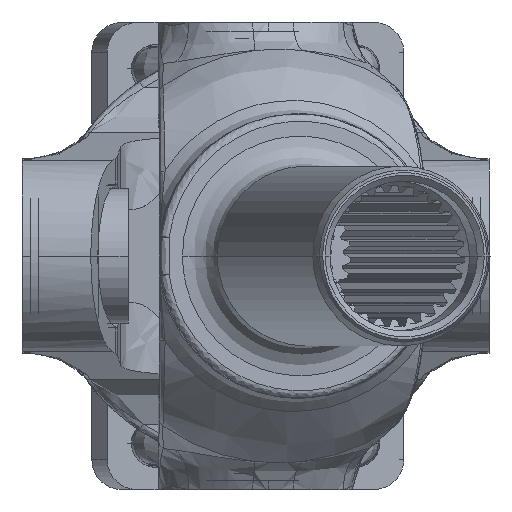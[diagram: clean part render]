
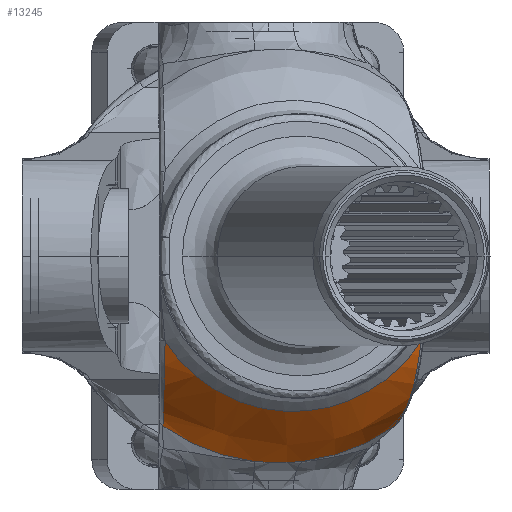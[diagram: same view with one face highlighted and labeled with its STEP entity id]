
A CAD part, left-side view. The second image highlights one B-rep face of the part: STEP entity #13245.
In plain terms, the highlighted free-form (B-spline) face has degree [2, 2] with [3, 3] control points.
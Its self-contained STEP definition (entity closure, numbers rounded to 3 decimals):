
#11548 = EDGE_CURVE('',#11549,#11551,#11553,.T.);
#11549 = VERTEX_POINT('',#11550);
#11550 = CARTESIAN_POINT('',(-1053.669,0.178,
    -57.122));
#11551 = VERTEX_POINT('',#11552);
#11552 = CARTESIAN_POINT('',(-1058.378,25.739,
    -47.29));
#11553 = ( BOUNDED_CURVE() B_SPLINE_CURVE(2,(#11554,#11555,#11556),
.UNSPECIFIED.,.F.,.F.) B_SPLINE_CURVE_WITH_KNOTS((3,3),(1.688,
2.176),.PIECEWISE_BEZIER_KNOTS.) CURVE() 
GEOMETRIC_REPRESENTATION_ITEM() RATIONAL_B_SPLINE_CURVE((1.,
0.97,1.)) REPRESENTATION_ITEM('') );
#11554 = CARTESIAN_POINT('',(-1053.669,0.178,
    -57.122));
#11555 = CARTESIAN_POINT('',(-1056.245,14.162,
    -55.441));
#11556 = CARTESIAN_POINT('',(-1058.378,25.739,
    -47.29));
#11997 = VERTEX_POINT('',#11998);
#11998 = CARTESIAN_POINT('',(-1046.513,-38.666,
    -47.29));
#12005 = EDGE_CURVE('',#11997,#12006,#12008,.T.);
#12006 = VERTEX_POINT('',#12007);
#12007 = CARTESIAN_POINT('',(-1051.222,-13.105,
    -57.122));
#12008 = ( BOUNDED_CURVE() B_SPLINE_CURVE(2,(#12009,#12010,#12011),
.UNSPECIFIED.,.F.,.F.) B_SPLINE_CURVE_WITH_KNOTS((3,3),(0.965,
1.453),.PIECEWISE_BEZIER_KNOTS.) CURVE() 
GEOMETRIC_REPRESENTATION_ITEM() RATIONAL_B_SPLINE_CURVE((1.,
0.97,1.)) REPRESENTATION_ITEM('') );
#12009 = CARTESIAN_POINT('',(-1046.513,-38.666,
    -47.29));
#12010 = CARTESIAN_POINT('',(-1048.646,-27.089,
    -55.441));
#12011 = CARTESIAN_POINT('',(-1051.222,-13.105,
    -57.122));
#12043 = VERTEX_POINT('',#12044);
#12044 = CARTESIAN_POINT('',(-1067.43,-45.998,
    -23.682));
#12061 = EDGE_CURVE('',#12062,#12043,#12064,.T.);
#12062 = VERTEX_POINT('',#12063);
#12063 = CARTESIAN_POINT('',(-1080.535,25.135,
    -23.682));
#12064 = ( BOUNDED_CURVE() B_SPLINE_CURVE(2,(#12065,#12066,#12067),
.UNSPECIFIED.,.F.,.F.) B_SPLINE_CURVE_WITH_KNOTS((3,3),(3.721,
5.703),.PIECEWISE_BEZIER_KNOTS.) CURVE() 
GEOMETRIC_REPRESENTATION_ITEM() RATIONAL_B_SPLINE_CURVE((1.,
0.548,1.)) REPRESENTATION_ITEM('') );
#12065 = CARTESIAN_POINT('',(-1080.535,25.135,
    -23.682));
#12066 = CARTESIAN_POINT('',(-1073.982,-10.431,
    -78.91));
#12067 = CARTESIAN_POINT('',(-1067.43,-45.998,
    -23.682));
#13245 = ADVANCED_FACE('',(#13246),#13308,.T.);
#13246 = FACE_BOUND('',#13247,.T.);
#13247 = EDGE_LOOP('',(#13248,#13249,#13272,#13273,#13284,#13285));
#13248 = ORIENTED_EDGE('',*,*,#12061,.F.);
#13249 = ORIENTED_EDGE('',*,*,#13250,.T.);
#13250 = EDGE_CURVE('',#12062,#11551,#13251,.T.);
#13251 = B_SPLINE_CURVE_WITH_KNOTS('',3,(#13252,#13253,#13254,#13255,
    #13256,#13257,#13258,#13259,#13260,#13261,#13262,#13263,#13264,
    #13265,#13266,#13267,#13268,#13269,#13270,#13271),.UNSPECIFIED.,.F.,
  .F.,(4,2,2,2,2,2,2,2,2,4),(0.,0.006,
    0.008,0.01,0.013,
    0.016,0.018,0.019,
    0.022,0.025),.UNSPECIFIED.);
#13252 = CARTESIAN_POINT('',(-1080.535,25.135,
    -23.682));
#13253 = CARTESIAN_POINT('',(-1079.62,25.189,
    -26.338));
#13254 = CARTESIAN_POINT('',(-1078.497,25.244,
    -28.889));
#13255 = CARTESIAN_POINT('',(-1076.78,25.312,
    -31.921));
#13256 = CARTESIAN_POINT('',(-1076.421,25.326,
    -32.52));
#13257 = CARTESIAN_POINT('',(-1075.669,25.353,
    -33.701));
#13258 = CARTESIAN_POINT('',(-1075.276,25.367,
    -34.284));
#13259 = CARTESIAN_POINT('',(-1074.051,25.407,
    -35.998));
#13260 = CARTESIAN_POINT('',(-1073.178,25.433,
    -37.087));
#13261 = CARTESIAN_POINT('',(-1071.316,25.485,
    -39.151));
#13262 = CARTESIAN_POINT('',(-1070.327,25.51,
    -40.127));
#13263 = CARTESIAN_POINT('',(-1068.751,25.547,
    -41.501));
#13264 = CARTESIAN_POINT('',(-1068.21,25.559,
    -41.944));
#13265 = CARTESIAN_POINT('',(-1067.095,25.583,
    -42.799));
#13266 = CARTESIAN_POINT('',(-1066.521,25.595,
    -43.21));
#13267 = CARTESIAN_POINT('',(-1064.768,25.63,
    -44.381));
#13268 = CARTESIAN_POINT('',(-1063.549,25.653,
    -45.085));
#13269 = CARTESIAN_POINT('',(-1061.019,25.697,
    -46.323));
#13270 = CARTESIAN_POINT('',(-1059.718,25.718,
    -46.853));
#13271 = CARTESIAN_POINT('',(-1058.378,25.739,
    -47.29));
#13272 = ORIENTED_EDGE('',*,*,#11548,.F.);
#13273 = ORIENTED_EDGE('',*,*,#13274,.T.);
#13274 = EDGE_CURVE('',#11549,#12006,#13275,.T.);
#13275 = B_SPLINE_CURVE_WITH_KNOTS('',3,(#13276,#13277,#13278,#13279,
    #13280,#13281,#13282,#13283),.UNSPECIFIED.,.F.,.F.,(4,2,2,4),(
    0.,0.005,0.008,
    0.01),.UNSPECIFIED.);
#13276 = CARTESIAN_POINT('',(-1053.669,0.178,
    -57.122));
#13277 = CARTESIAN_POINT('',(-1053.62,-2.088,
    -57.323));
#13278 = CARTESIAN_POINT('',(-1053.385,-4.33,
    -57.42));
#13279 = CARTESIAN_POINT('',(-1052.774,-7.657,
    -57.421));
#13280 = CARTESIAN_POINT('',(-1052.526,-8.76,
    -57.396));
#13281 = CARTESIAN_POINT('',(-1051.94,-10.954,
    -57.297));
#13282 = CARTESIAN_POINT('',(-1051.603,-12.038,
    -57.222));
#13283 = CARTESIAN_POINT('',(-1051.222,-13.105,
    -57.122));
#13284 = ORIENTED_EDGE('',*,*,#12005,.F.);
#13285 = ORIENTED_EDGE('',*,*,#13286,.T.);
#13286 = EDGE_CURVE('',#11997,#12043,#13287,.T.);
#13287 = B_SPLINE_CURVE_WITH_KNOTS('',3,(#13288,#13289,#13290,#13291,
    #13292,#13293,#13294,#13295,#13296,#13297,#13298,#13299,#13300,
    #13301,#13302,#13303,#13304,#13305,#13306,#13307),.UNSPECIFIED.,.F.,
  .F.,(4,2,2,2,2,2,2,2,2,4),(0.,0.006,
    0.008,0.01,0.013,
    0.016,0.017,0.019,
    0.022,0.025),.UNSPECIFIED.);
#13288 = CARTESIAN_POINT('',(-1046.513,-38.666,
    -47.29));
#13289 = CARTESIAN_POINT('',(-1049.033,-39.584,
    -46.415));
#13290 = CARTESIAN_POINT('',(-1051.376,-40.431,
    -45.186));
#13291 = CARTESIAN_POINT('',(-1054.109,-41.411,
    -43.257));
#13292 = CARTESIAN_POINT('',(-1054.646,-41.603,
    -42.851));
#13293 = CARTESIAN_POINT('',(-1055.699,-41.979,
    -41.998));
#13294 = CARTESIAN_POINT('',(-1056.214,-42.162,
    -41.553));
#13295 = CARTESIAN_POINT('',(-1057.709,-42.693,
    -40.178));
#13296 = CARTESIAN_POINT('',(-1058.646,-43.023,
    -39.201));
#13297 = CARTESIAN_POINT('',(-1060.41,-43.641,
    -37.137));
#13298 = CARTESIAN_POINT('',(-1061.237,-43.928,
    -36.05));
#13299 = CARTESIAN_POINT('',(-1062.398,-44.328,
    -34.34));
#13300 = CARTESIAN_POINT('',(-1062.772,-44.456,
    -33.756));
#13301 = CARTESIAN_POINT('',(-1063.488,-44.7,
    -32.572));
#13302 = CARTESIAN_POINT('',(-1063.831,-44.816,
    -31.97));
#13303 = CARTESIAN_POINT('',(-1064.819,-45.149,
    -30.137));
#13304 = CARTESIAN_POINT('',(-1065.419,-45.348,
    -28.879));
#13305 = CARTESIAN_POINT('',(-1066.505,-45.703,
    -26.318));
#13306 = CARTESIAN_POINT('',(-1066.993,-45.86,
    -25.011));
#13307 = CARTESIAN_POINT('',(-1067.43,-45.998,
    -23.682));
#13308 = ( BOUNDED_SURFACE() B_SPLINE_SURFACE(2,2,(
    (#13309,#13310,#13311)
    ,(#13312,#13313,#13314)
    ,(#13315,#13316,#13317
)),.UNSPECIFIED.,.F.,.F.,.F.) B_SPLINE_SURFACE_WITH_KNOTS((3,3),(3,3),(
    3.721,5.703),(0.175,0.982),
.PIECEWISE_BEZIER_KNOTS.) GEOMETRIC_REPRESENTATION_ITEM() 
RATIONAL_B_SPLINE_SURFACE((
    (1.,0.92,1.)
    ,(0.548,0.504,0.548)
,(1.,0.92,1.))) REPRESENTATION_ITEM('') SURFACE() );
#13309 = CARTESIAN_POINT('',(-1061.164,40.861,
    -31.511));
#13310 = CARTESIAN_POINT('',(-1074.56,36.293,
    -30.158));
#13311 = CARTESIAN_POINT('',(-1080.535,25.135,
    -23.682));
#13312 = CARTESIAN_POINT('',(-1052.445,-6.464,
    -104.998));
#13313 = CARTESIAN_POINT('',(-1066.215,-9.,
    -100.491));
#13314 = CARTESIAN_POINT('',(-1073.982,-10.431,
    -78.91));
#13315 = CARTESIAN_POINT('',(-1043.727,-53.788,
    -31.511));
#13316 = CARTESIAN_POINT('',(-1057.871,-54.294,
    -30.158));
#13317 = CARTESIAN_POINT('',(-1067.43,-45.998,
    -23.682));
